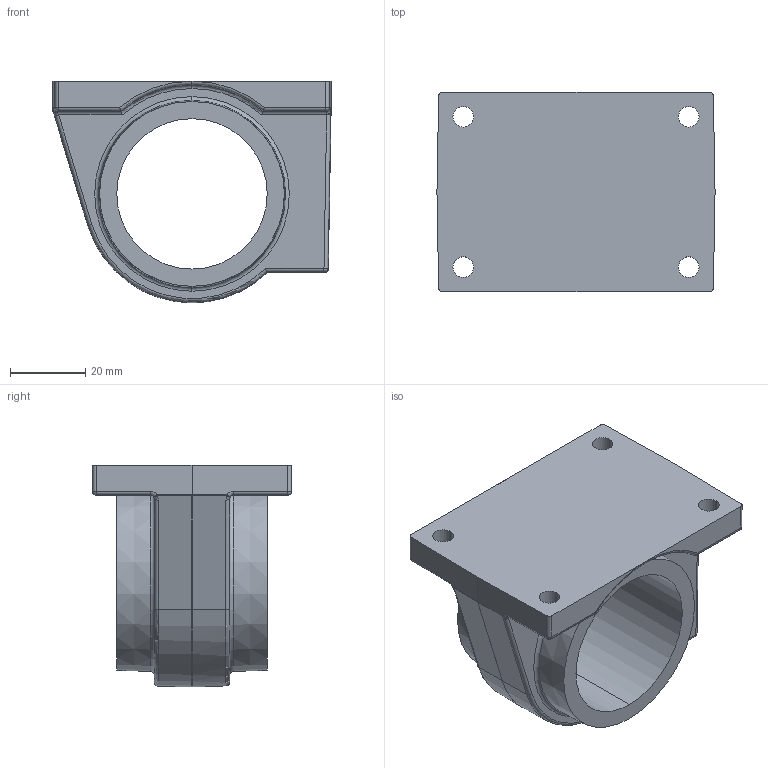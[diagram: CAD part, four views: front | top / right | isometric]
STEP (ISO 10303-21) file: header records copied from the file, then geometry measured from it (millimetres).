
FILE_DESCRIPTION (( 'STEP AP203' ), '1' );
FILE_NAME ('../0300_3-D-Daten/KGG65-25.step', '2021-12-20T19:25:01', ( '' ), ( '' ), 'SwSTEP 2.0', 'SolidWorks 2021', '' );
FILE_SCHEMA (( 'CONFIG_CONTROL_DESIGN' ));
Length unit declared in the file: millimetre
Products named in the file (1): ../0300_3-D-Daten/KGG65-25
Bounding box: 73.98 x 53 x 59 mm (x, y, z)
Volume: 73963.2 mm3; surface area: 23078 mm2
Topology: 1 solids, 1 shells, 117 faces, 265 edges, 154 vertices
Faces by surface type: cylinder 50, plane 27, torus 16, sphere 9, bspline 8, cone 7
Entity records: 3518 total; most frequent: CARTESIAN_POINT 850, DIRECTION 572, ORIENTED_EDGE 526, EDGE_CURVE 263, AXIS2_PLACEMENT_3D 236, VERTEX_POINT 154, EDGE_LOOP 133, CIRCLE 126
